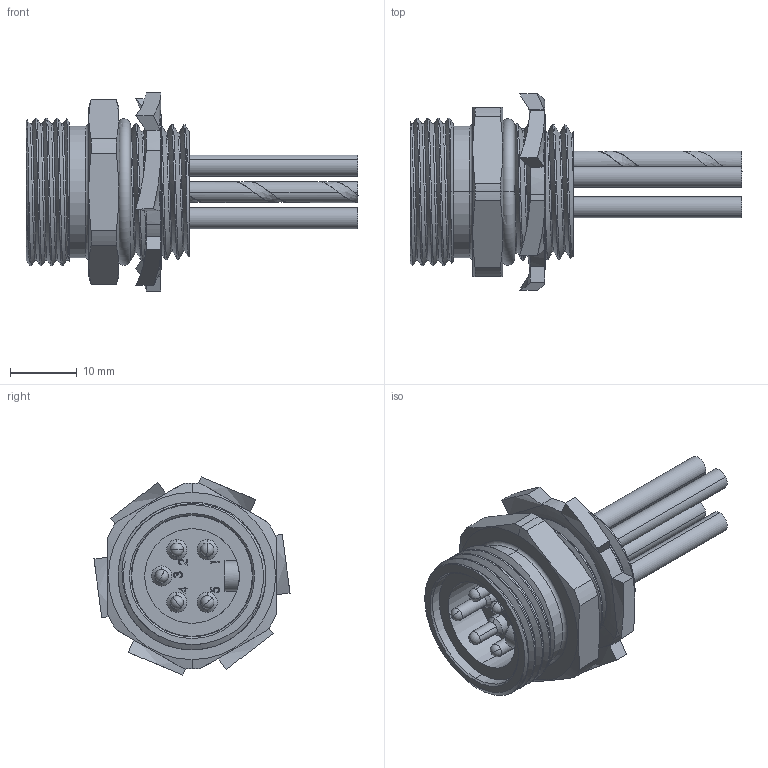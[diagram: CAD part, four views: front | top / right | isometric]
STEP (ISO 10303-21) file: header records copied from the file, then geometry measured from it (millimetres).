
FILE_DESCRIPTION (( 'STEP AP214' ), '1' );
FILE_NAME ('MIN-5MR-ZZ.STEP', '2015-08-12T23:55:42', ( 'Bruce Laptop' ), ( 'HP' ), 'SwSTEP 2.0', 'SolidWorks 2015', '' );
FILE_SCHEMA (( 'AUTOMOTIVE_DESIGN' ));
Length unit declared in the file: millimetre
Products named in the file (1): MIN-5MR-ZZ
Bounding box: 49.91 x 29.48 x 29.77 mm (x, y, z)
Volume: 9321.7 mm3; surface area: 6918.3 mm2
Topology: 1 solids, 1 shells, 272 faces, 718 edges, 459 vertices
Faces by surface type: plane 89, cylinder 81, bspline 54, cone 30, sphere 10, torus 8
Entity records: 19737 total; most frequent: CARTESIAN_POINT 10648, ORIENTED_EDGE 1416, DIRECTION 1083, EDGE_CURVE 708, VERTEX_POINT 459, AXIS2_PLACEMENT_3D 403, EDGE_LOOP 295, LINE 277
